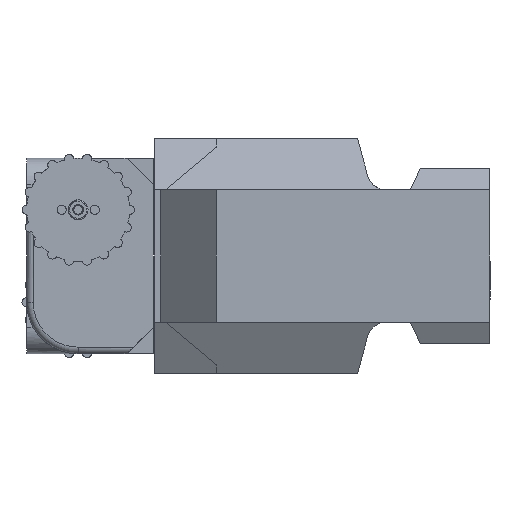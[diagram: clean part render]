
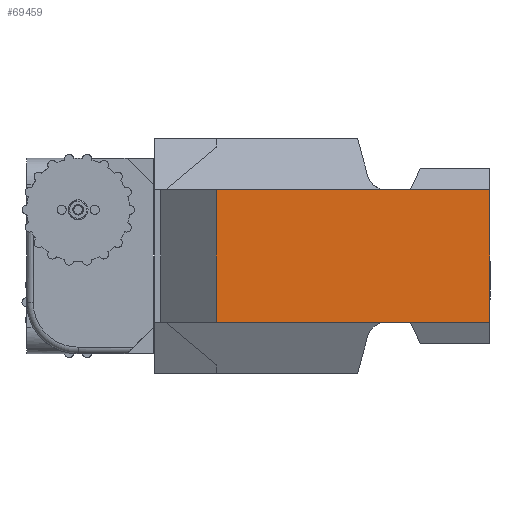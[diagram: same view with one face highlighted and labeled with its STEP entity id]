
A CAD part, left-side view. The second image highlights one B-rep face of the part: STEP entity #69459.
In plain terms, the highlighted planar face has unit normal (-1, 0, 0).
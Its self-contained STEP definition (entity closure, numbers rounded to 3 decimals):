
#13467 = LINE ( 'NONE', #124983, #200255 ) ;
#13960 = DIRECTION ( 'NONE',  ( -1., 0., 0. ) ) ;
#38323 = VERTEX_POINT ( 'NONE', #98927 ) ;
#48236 = VERTEX_POINT ( 'NONE', #152159 ) ;
#55322 = DIRECTION ( 'NONE',  ( 0., -1., 0. ) ) ;
#62105 = DIRECTION ( 'NONE',  ( 0., -1., 0. ) ) ;
#69394 = DIRECTION ( 'NONE',  ( 0., 0., 1. ) ) ;
#69459 = ADVANCED_FACE ( 'NONE', ( #188689 ), #125743, .T. ) ;
#70605 = VERTEX_POINT ( 'NONE', #133262 ) ;
#72674 = LINE ( 'NONE', #173965, #177891 ) ;
#80313 = ORIENTED_EDGE ( 'NONE', *, *, #122654, .F. ) ;
#88127 = CARTESIAN_POINT ( 'NONE',  ( -162.5, 0., -50. ) ) ;
#98927 = CARTESIAN_POINT ( 'NONE',  ( -162.5, 207., 50. ) ) ;
#104751 = VERTEX_POINT ( 'NONE', #185907 ) ;
#113278 = EDGE_CURVE ( 'NONE', #104751, #48236, #167846, .T. ) ;
#117384 = EDGE_CURVE ( 'NONE', #70605, #104751, #226945, .T. ) ;
#122654 = EDGE_CURVE ( 'NONE', #70605, #38323, #13467, .T. ) ;
#124983 = CARTESIAN_POINT ( 'NONE',  ( -162.5, 207., -50. ) ) ;
#125743 = PLANE ( 'NONE',  #151442 ) ;
#127725 = VECTOR ( 'NONE', #55322, 1000. ) ;
#129697 = CARTESIAN_POINT ( 'NONE',  ( -162.5, 0., -50. ) ) ;
#133262 = CARTESIAN_POINT ( 'NONE',  ( -162.5, 207., -50. ) ) ;
#144474 = DIRECTION ( 'NONE',  ( 0., 0., 1. ) ) ;
#151442 = AXIS2_PLACEMENT_3D ( 'NONE', #88127, #13960, #144474 ) ;
#152159 = CARTESIAN_POINT ( 'NONE',  ( -162.5, 0., 50. ) ) ;
#156156 = ORIENTED_EDGE ( 'NONE', *, *, #230992, .F. ) ;
#156785 = ORIENTED_EDGE ( 'NONE', *, *, #113278, .T. ) ;
#167846 = LINE ( 'NONE', #223253, #217511 ) ;
#173965 = CARTESIAN_POINT ( 'NONE',  ( -162.5, 0., 50. ) ) ;
#177891 = VECTOR ( 'NONE', #62105, 1000. ) ;
#185907 = CARTESIAN_POINT ( 'NONE',  ( -162.5, 0., -50. ) ) ;
#188689 = FACE_OUTER_BOUND ( 'NONE', #221317, .T. ) ;
#200255 = VECTOR ( 'NONE', #69394, 1000. ) ;
#214028 = ORIENTED_EDGE ( 'NONE', *, *, #117384, .T. ) ;
#217511 = VECTOR ( 'NONE', #241954, 1000. ) ;
#221317 = EDGE_LOOP ( 'NONE', ( #156785, #156156, #80313, #214028 ) ) ;
#223253 = CARTESIAN_POINT ( 'NONE',  ( -162.5, 0., -50. ) ) ;
#226945 = LINE ( 'NONE', #129697, #127725 ) ;
#230992 = EDGE_CURVE ( 'NONE', #38323, #48236, #72674, .T. ) ;
#241954 = DIRECTION ( 'NONE',  ( 0., 0., 1. ) ) ;
